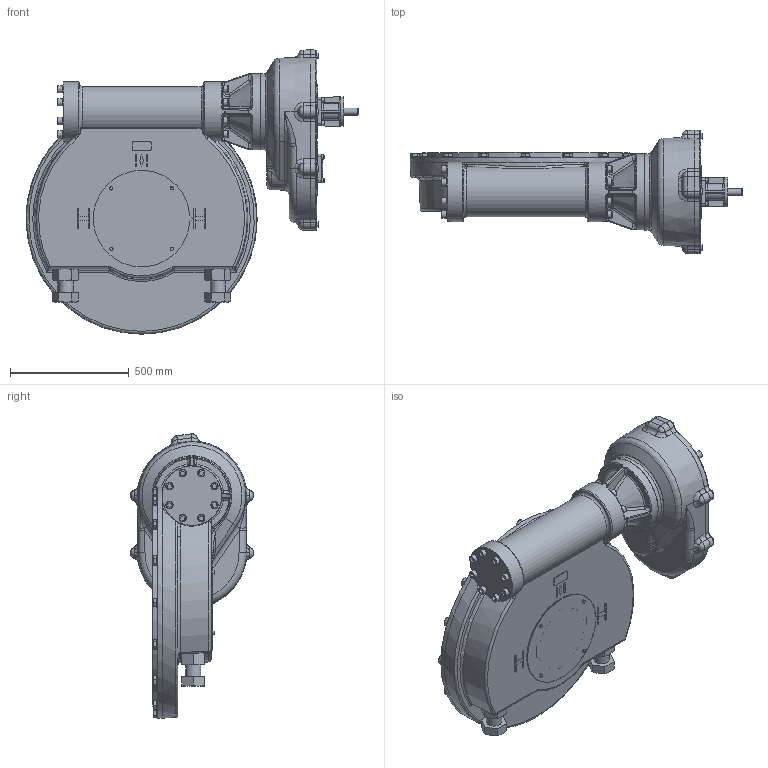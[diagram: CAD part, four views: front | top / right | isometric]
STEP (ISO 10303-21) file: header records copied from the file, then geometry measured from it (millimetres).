
FILE_DESCRIPTION(/* description */ ('Unknown'),/* implementation_level */ '2;1');
FILE_NAME(/* name */ 'PUB-IW13-IR4-1_SOLID_0-0',/* time_stamp */ '2019-11-12T20:46:49+00:00',/* author */ ('Unknown'),/* organization */ ('Unknown'),/* preprocessor_version */ 'ST-DEVELOPER v16.7',/* originating_system */ 'DEX',/* authorisation */ $);
FILE_SCHEMA (('AUTOMOTIVE_DESIGN {1 0 10303 214 3 1 1}'));
Products named in the file (1): PUB-IW13-IR4-1_SOLID_0-0
Bounding box: 1396.15 x 519.96 x 1195.99 mm (x, y, z)
Volume: 210207971.8 mm3; surface area: 3983365.1 mm2
Topology: 1 solids, 1 shells, 1575 faces, 3646 edges, 2206 vertices
Faces by surface type: plane 773, cone 291, bspline 196, cylinder 192, torus 101, sphere 22
Full cylindrical faces by diameter (mm): 10.5 x4, 12 x2, 17.5 x2, 18 x8, 20 x8, 20.5 x8, 21 x8, 30 x17, 30.7 x16, 31.67 x8, 39 x16, 50 x1, 50.2 x1, 54.7 x1, 55.11 x1, 64 x2, 70.05 x1, 80 x1, 110 x2, 125 x1, 250 x2, 320 x1, 330 x1, 400 x1, 871 x1, 972 x1
Entity records: 49226 total; most frequent: CARTESIAN_POINT 16642, ORIENTED_EDGE 6698, DIRECTION 6413, EDGE_CURVE 3349, AXIS2_PLACEMENT_3D 2550, VERTEX_POINT 2106, FACE_BOUND 1913, EDGE_LOOP 1903
